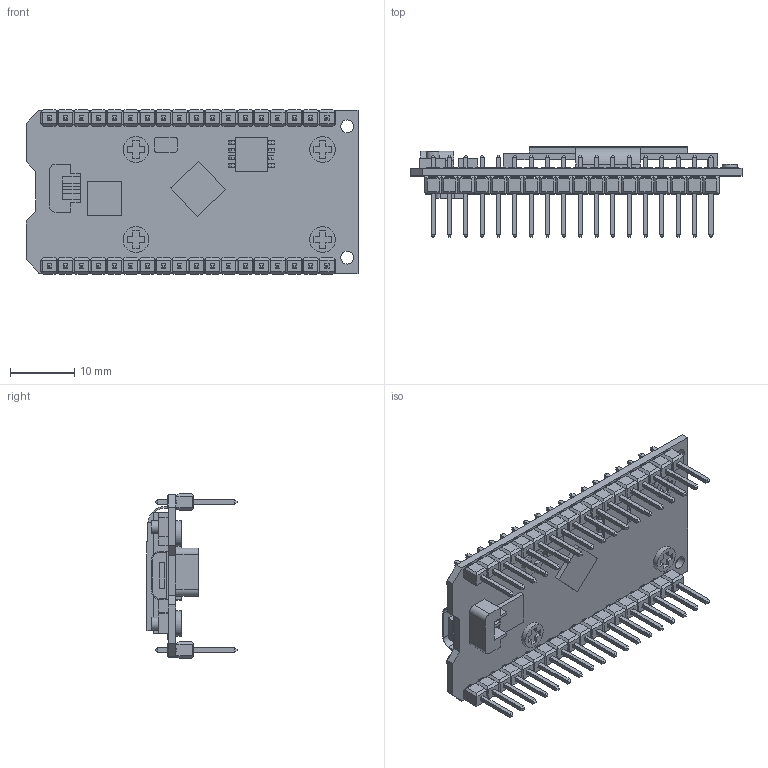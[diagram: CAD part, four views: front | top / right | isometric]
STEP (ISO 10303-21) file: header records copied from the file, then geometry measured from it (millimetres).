
FILE_DESCRIPTION(/* description */ (''),/* implementation_level */ '2;1');
FILE_NAME(/* name */ 'ESP32 Lora OLED.step',/* time_stamp */ '2022-09-01T18:41:34+01:00',/* author */ (''),/* organization */ (''),/* preprocessor_version */ 'ST-DEVELOPER v19',/* originating_system */ 'Autodesk Translation Framework v11.7.0.108',/* authorisation */ '');
FILE_SCHEMA (('AUTOMOTIVE_DESIGN { 1 0 10303 214 3 1 1 }'));
Products named in the file (37): ESP32 Lora OLED (With Pins); Pin Header 1x1 TH Pitch 2.54mm v1; Pin Header 1x1 TH Pitch 2.54mm v1 (1); Pin Header 1x1 TH Pitch 2.54mm v1 (34); Pin Header 1x1 TH Pitch 2.54mm v1 (29); Pin Header 1x1 TH Pitch 2.54mm v1 (33); Pin Header 1x1 TH Pitch 2.54mm v1 (31); Pin Header 1x1 TH Pitch 2.54mm v1 (30); Pin Header 1x1 TH Pitch 2.54mm v1 (32); Pin Header 1x1 TH Pitch 2.54mm v1 (35); Pin Header 1x1 TH Pitch 2.54mm v1 (4); Pin Header 1x1 TH Pitch 2.54mm v1 (9); Pin Header 1x1 TH Pitch 2.54mm v1 (5); Pin Header 1x1 TH Pitch 2.54mm v1 (10); Pin Header 1x1 TH Pitch 2.54mm v1 (11); Pin Header 1x1 TH Pitch 2.54mm v1 (12); Pin Header 1x1 TH Pitch 2.54mm v1 (7); Pin Header 1x1 TH Pitch 2.54mm v1 (8); Pin Header 1x1 TH Pitch 2.54mm v1 (2); Pin Header 1x1 TH Pitch 2.54mm v1 (3); Pin Header 1x1 TH Pitch 2.54mm v1 (6); Pin Header 1x1 TH Pitch 2.54mm v1 (22); Pin Header 1x1 TH Pitch 2.54mm v1 (23); Pin Header 1x1 TH Pitch 2.54mm v1 (24); Pin Header 1x1 TH Pitch 2.54mm v1 (21); Pin Header 1x1 TH Pitch 2.54mm v1 (25); Pin Header 1x1 TH Pitch 2.54mm v1 (26); Pin Header 1x1 TH Pitch 2.54mm v1 (27); Pin Header 1x1 TH Pitch 2.54mm v1 (28); Pin Header 1x1 TH Pitch 2.54mm v1 (18); Pin Header 1x1 TH Pitch 2.54mm v1 (19); Pin Header 1x1 TH Pitch 2.54mm v1 (20); Pin Header 1x1 TH Pitch 2.54mm v1 (15); Pin Header 1x1 TH Pitch 2.54mm v1 (14); Pin Header 1x1 TH Pitch 2.54mm v1 (16); Pin Header 1x1 TH Pitch 2.54mm v1 (17); Pin Header 1x1 TH Pitch 2.54mm v1 (13)
Assembly tree (36 placements, depth 2):
  ESP32 Lora OLED (With Pins)
    Pin Header 1x1 TH Pitch 2.54mm v1
    Pin Header 1x1 TH Pitch 2.54mm v1 (1)
    Pin Header 1x1 TH Pitch 2.54mm v1 (34)
    Pin Header 1x1 TH Pitch 2.54mm v1 (29)
    Pin Header 1x1 TH Pitch 2.54mm v1 (33)
    Pin Header 1x1 TH Pitch 2.54mm v1 (31)
    Pin Header 1x1 TH Pitch 2.54mm v1 (30)
    Pin Header 1x1 TH Pitch 2.54mm v1 (32)
    Pin Header 1x1 TH Pitch 2.54mm v1 (35)
    Pin Header 1x1 TH Pitch 2.54mm v1 (4)
    Pin Header 1x1 TH Pitch 2.54mm v1 (9)
    Pin Header 1x1 TH Pitch 2.54mm v1 (5)
    Pin Header 1x1 TH Pitch 2.54mm v1 (10)
    Pin Header 1x1 TH Pitch 2.54mm v1 (11)
    Pin Header 1x1 TH Pitch 2.54mm v1 (12)
    Pin Header 1x1 TH Pitch 2.54mm v1 (7)
    Pin Header 1x1 TH Pitch 2.54mm v1 (8)
    Pin Header 1x1 TH Pitch 2.54mm v1 (2)
    Pin Header 1x1 TH Pitch 2.54mm v1 (3)
    Pin Header 1x1 TH Pitch 2.54mm v1 (6)
    Pin Header 1x1 TH Pitch 2.54mm v1 (22)
    Pin Header 1x1 TH Pitch 2.54mm v1 (23)
    Pin Header 1x1 TH Pitch 2.54mm v1 (24)
    Pin Header 1x1 TH Pitch 2.54mm v1 (21)
    Pin Header 1x1 TH Pitch 2.54mm v1 (25)
    Pin Header 1x1 TH Pitch 2.54mm v1 (26)
    Pin Header 1x1 TH Pitch 2.54mm v1 (27)
    Pin Header 1x1 TH Pitch 2.54mm v1 (28)
    Pin Header 1x1 TH Pitch 2.54mm v1 (18)
    Pin Header 1x1 TH Pitch 2.54mm v1 (19)
    Pin Header 1x1 TH Pitch 2.54mm v1 (20)
    Pin Header 1x1 TH Pitch 2.54mm v1 (15)
    Pin Header 1x1 TH Pitch 2.54mm v1 (14)
    Pin Header 1x1 TH Pitch 2.54mm v1 (16)
    Pin Header 1x1 TH Pitch 2.54mm v1 (17)
    Pin Header 1x1 TH Pitch 2.54mm v1 (13)
Bounding box: 51.6 x 14 x 25.54 mm (x, y, z)
Volume: 3603.2 mm3; surface area: 7619.6 mm2
Topology: 73 solids, 73 shells, 2067 faces, 5034 edges, 3221 vertices
Faces by surface type: plane 1780, cylinder 287
Full cylindrical faces by diameter (mm): 0.6 x1, 1.569 x36, 1.6 x36, 1.615 x32, 2 x5, 2.015 x32, 2.169 x36, 2.4 x1, 4 x4
Entity records: 61623 total; most frequent: CARTESIAN_POINT 10447, DIRECTION 10253, ORIENTED_EDGE 10068, EDGE_CURVE 5034, LINE 4071, VECTOR 4071, VERTEX_POINT 3221, AXIS2_PLACEMENT_3D 3091
